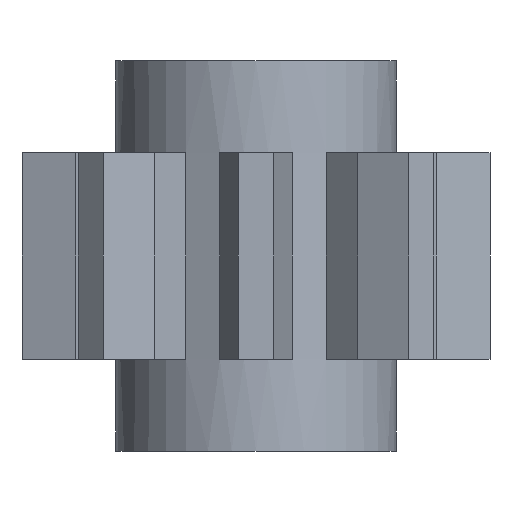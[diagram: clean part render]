
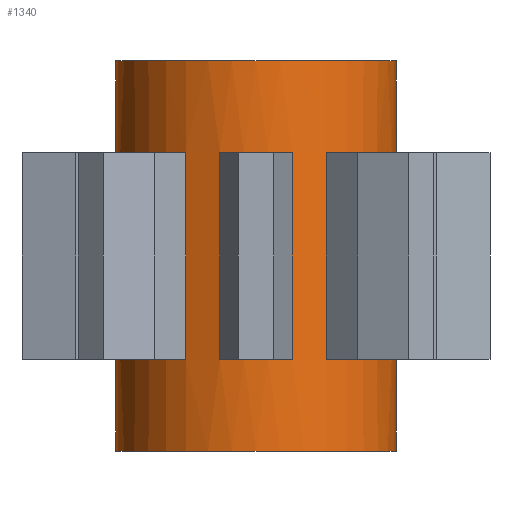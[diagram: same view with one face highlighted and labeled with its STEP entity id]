
A CAD part, front view. The second image highlights one B-rep face of the part: STEP entity #1340.
In plain terms, the highlighted cylindrical face has radius 2.718 mm (diameter 5.436 mm), a partial arc.
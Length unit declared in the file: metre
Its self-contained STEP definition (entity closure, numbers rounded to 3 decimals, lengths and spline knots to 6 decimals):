
#6=CARTESIAN_POINT('',(0.,0.,-0.00378));
#7=DIRECTION('',(0.,0.,1.));
#8=DIRECTION('',(-1.,0.,0.));
#9=AXIS2_PLACEMENT_3D('',#6,#7,#8);
#59=DIRECTION('',(0.,0.,1.));
#60=VECTOR('',#59,0.00178);
#61=CARTESIAN_POINT('',(0.002718,0.,-0.00378));
#62=LINE('',#61,#60);
#63=DIRECTION('',(0.,0.,1.));
#64=VECTOR('',#63,0.00178);
#65=CARTESIAN_POINT('',(0.002718,0.,0.002));
#66=LINE('',#65,#64);
#154=CARTESIAN_POINT('',(0.,0.,0.002));
#155=DIRECTION('',(0.,0.,1.));
#156=DIRECTION('',(-1.,0.,0.));
#157=AXIS2_PLACEMENT_3D('',#154,#155,#156);
#175=DIRECTION('',(0.,0.,1.));
#176=VECTOR('',#175,0.00178);
#177=CARTESIAN_POINT('',(-0.002718,0.,0.002));
#178=LINE('',#177,#176);
#179=DIRECTION('',(0.,0.,1.));
#180=VECTOR('',#179,0.00178);
#181=CARTESIAN_POINT('',(-0.002718,0.,-0.00378));
#182=LINE('',#181,#180);
#203=CARTESIAN_POINT('',(0.,0.,-0.002));
#204=DIRECTION('',(0.,0.,1.));
#205=DIRECTION('',(0.502,-0.865,0.));
#206=AXIS2_PLACEMENT_3D('',#203,#204,#205);
#208=DIRECTION('',(0.,0.,1.));
#209=VECTOR('',#208,0.004);
#210=CARTESIAN_POINT('',(0.001363,-0.002351,-0.002));
#211=LINE('',#210,#209);
#216=CARTESIAN_POINT('',(0.,0.,0.002));
#217=DIRECTION('',(0.,0.,1.));
#218=DIRECTION('',(0.502,-0.865,0.));
#219=AXIS2_PLACEMENT_3D('',#216,#217,#218);
#241=DIRECTION('',(0.,0.,1.));
#242=VECTOR('',#241,0.004);
#243=CARTESIAN_POINT('',(0.002351,-0.001363,-0.002));
#244=LINE('',#243,#242);
#277=CARTESIAN_POINT('',(0.,0.,-0.002));
#278=DIRECTION('',(0.,0.,1.));
#279=DIRECTION('',(-0.257,-0.966,0.));
#280=AXIS2_PLACEMENT_3D('',#277,#278,#279);
#282=DIRECTION('',(0.,0.,1.));
#283=VECTOR('',#282,0.004);
#284=CARTESIAN_POINT('',(-0.000699,-0.002627,-0.002));
#285=LINE('',#284,#283);
#290=CARTESIAN_POINT('',(0.,0.,0.002));
#291=DIRECTION('',(0.,0.,1.));
#292=DIRECTION('',(-0.257,-0.966,0.));
#293=AXIS2_PLACEMENT_3D('',#290,#291,#292);
#315=DIRECTION('',(0.,0.,1.));
#316=VECTOR('',#315,0.004);
#317=CARTESIAN_POINT('',(0.000699,-0.002627,-0.002));
#318=LINE('',#317,#316);
#351=CARTESIAN_POINT('',(0.,0.,-0.002));
#352=DIRECTION('',(0.,0.,1.));
#353=DIRECTION('',(-0.865,-0.502,0.));
#354=AXIS2_PLACEMENT_3D('',#351,#352,#353);
#356=DIRECTION('',(0.,0.,1.));
#357=VECTOR('',#356,0.004);
#358=CARTESIAN_POINT('',(-0.002351,-0.001363,-0.002));
#359=LINE('',#358,#357);
#364=CARTESIAN_POINT('',(0.,0.,0.002));
#365=DIRECTION('',(0.,0.,1.));
#366=DIRECTION('',(-0.865,-0.502,0.));
#367=AXIS2_PLACEMENT_3D('',#364,#365,#366);
#389=DIRECTION('',(0.,0.,1.));
#390=VECTOR('',#389,0.004);
#391=CARTESIAN_POINT('',(-0.001363,-0.002351,-0.002));
#392=LINE('',#391,#390);
#425=CARTESIAN_POINT('',(0.,0.,-0.002));
#426=DIRECTION('',(0.,0.,1.));
#427=DIRECTION('',(-1.,0.,0.));
#428=AXIS2_PLACEMENT_3D('',#425,#426,#427);
#451=DIRECTION('',(0.,0.,1.));
#452=VECTOR('',#451,0.004);
#453=CARTESIAN_POINT('',(-0.002627,-0.000699,-0.002));
#454=LINE('',#453,#452);
#460=CARTESIAN_POINT('',(0.,0.,0.00378));
#461=DIRECTION('',(0.,0.,1.));
#462=DIRECTION('',(-1.,0.,0.));
#463=AXIS2_PLACEMENT_3D('',#460,#461,#462);
#565=CARTESIAN_POINT('',(0.,0.,0.002));
#566=DIRECTION('',(0.,0.,1.));
#567=DIRECTION('',(0.966,-0.257,0.));
#568=AXIS2_PLACEMENT_3D('',#565,#566,#567);
#591=DIRECTION('',(0.,0.,1.));
#592=VECTOR('',#591,0.004);
#593=CARTESIAN_POINT('',(0.002627,-0.000699,-0.002));
#594=LINE('',#593,#592);
#620=CARTESIAN_POINT('',(0.,0.,-0.002));
#621=DIRECTION('',(0.,0.,1.));
#622=DIRECTION('',(0.966,-0.257,0.));
#623=AXIS2_PLACEMENT_3D('',#620,#621,#622);
#793=CARTESIAN_POINT('',(0.002718,0.,-0.00378));
#794=CARTESIAN_POINT('',(-0.002718,0.,-0.00378));
#795=VERTEX_POINT('',#793);
#796=VERTEX_POINT('',#794);
#797=CARTESIAN_POINT('',(0.002718,0.,0.00378));
#798=CARTESIAN_POINT('',(-0.002718,0.,0.00378));
#799=VERTEX_POINT('',#797);
#800=VERTEX_POINT('',#798);
#845=CARTESIAN_POINT('',(0.002627,-0.000699,-0.002));
#846=VERTEX_POINT('',#845);
#847=CARTESIAN_POINT('',(0.002627,-0.000699,0.002));
#848=VERTEX_POINT('',#847);
#865=CARTESIAN_POINT('',(0.001363,-0.002351,-0.002));
#866=VERTEX_POINT('',#865);
#867=CARTESIAN_POINT('',(0.002351,-0.001363,-0.002));
#868=VERTEX_POINT('',#867);
#869=CARTESIAN_POINT('',(0.001363,-0.002351,0.002));
#870=VERTEX_POINT('',#869);
#871=CARTESIAN_POINT('',(0.002351,-0.001363,0.002));
#872=VERTEX_POINT('',#871);
#889=CARTESIAN_POINT('',(-0.000699,-0.002627,-0.002));
#890=VERTEX_POINT('',#889);
#891=CARTESIAN_POINT('',(0.000699,-0.002627,-0.002));
#892=VERTEX_POINT('',#891);
#893=CARTESIAN_POINT('',(-0.000699,-0.002627,0.002));
#894=VERTEX_POINT('',#893);
#895=CARTESIAN_POINT('',(0.000699,-0.002627,0.002));
#896=VERTEX_POINT('',#895);
#913=CARTESIAN_POINT('',(-0.002351,-0.001363,-0.002));
#914=VERTEX_POINT('',#913);
#915=CARTESIAN_POINT('',(-0.001363,-0.002351,-0.002));
#916=VERTEX_POINT('',#915);
#917=CARTESIAN_POINT('',(-0.002351,-0.001363,0.002));
#918=VERTEX_POINT('',#917);
#919=CARTESIAN_POINT('',(-0.001363,-0.002351,0.002));
#920=VERTEX_POINT('',#919);
#941=CARTESIAN_POINT('',(-0.002627,-0.000699,-0.002));
#942=VERTEX_POINT('',#941);
#943=CARTESIAN_POINT('',(-0.002627,-0.000699,0.002));
#944=VERTEX_POINT('',#943);
#1041=CARTESIAN_POINT('',(0.002718,0.,-0.002));
#1042=VERTEX_POINT('',#1041);
#1043=CARTESIAN_POINT('',(0.002718,0.,0.002));
#1044=VERTEX_POINT('',#1043);
#1045=CARTESIAN_POINT('',(-0.002718,0.,-0.002));
#1046=VERTEX_POINT('',#1045);
#1047=CARTESIAN_POINT('',(-0.002718,0.,0.002));
#1048=VERTEX_POINT('',#1047);
#1285=CARTESIAN_POINT('',(0.,0.,-0.00378));
#1286=DIRECTION('',(0.,0.,1.));
#1287=DIRECTION('',(1.,0.,0.));
#1288=AXIS2_PLACEMENT_3D('',#1285,#1286,#1287);
#1289=CYLINDRICAL_SURFACE('',#1288,0.002718);
#1291=ORIENTED_EDGE('',*,*,#1290,.T.);
#1293=ORIENTED_EDGE('',*,*,#1292,.T.);
#1294=ORIENTED_EDGE('',*,*,#1272,.F.);
#1295=ORIENTED_EDGE('',*,*,#1111,.T.);
#1297=ORIENTED_EDGE('',*,*,#1296,.T.);
#1298=ORIENTED_EDGE('',*,*,#1107,.F.);
#1300=ORIENTED_EDGE('',*,*,#1299,.F.);
#1302=ORIENTED_EDGE('',*,*,#1301,.F.);
#1304=ORIENTED_EDGE('',*,*,#1303,.T.);
#1305=ORIENTED_EDGE('',*,*,#1099,.F.);
#1306=ORIENTED_EDGE('',*,*,#1056,.F.);
#1307=ORIENTED_EDGE('',*,*,#1096,.T.);
#1308=EDGE_LOOP('',(#1291,#1293,#1294,#1295,#1297,#1298,#1300,#1302,#1304,#1305,
#1306,#1307));
#1309=FACE_OUTER_BOUND('',#1308,.F.);
#1311=ORIENTED_EDGE('',*,*,#1310,.T.);
#1313=ORIENTED_EDGE('',*,*,#1312,.T.);
#1315=ORIENTED_EDGE('',*,*,#1314,.F.);
#1317=ORIENTED_EDGE('',*,*,#1316,.F.);
#1318=EDGE_LOOP('',(#1311,#1313,#1315,#1317));
#1319=FACE_BOUND('',#1318,.F.);
#1321=ORIENTED_EDGE('',*,*,#1320,.T.);
#1323=ORIENTED_EDGE('',*,*,#1322,.T.);
#1325=ORIENTED_EDGE('',*,*,#1324,.F.);
#1327=ORIENTED_EDGE('',*,*,#1326,.F.);
#1328=EDGE_LOOP('',(#1321,#1323,#1325,#1327));
#1329=FACE_BOUND('',#1328,.F.);
#1331=ORIENTED_EDGE('',*,*,#1330,.T.);
#1333=ORIENTED_EDGE('',*,*,#1332,.T.);
#1335=ORIENTED_EDGE('',*,*,#1334,.F.);
#1337=ORIENTED_EDGE('',*,*,#1336,.F.);
#1338=EDGE_LOOP('',(#1331,#1333,#1335,#1337));
#1339=FACE_BOUND('',#1338,.F.);
#1340=ADVANCED_FACE('',(#1309,#1319,#1329,#1339),#1289,.T.);
#10=CIRCLE('',#9,0.002718);
#158=CIRCLE('',#157,0.002718);
#207=CIRCLE('',#206,0.002718);
#220=CIRCLE('',#219,0.002718);
#281=CIRCLE('',#280,0.002718);
#294=CIRCLE('',#293,0.002718);
#355=CIRCLE('',#354,0.002718);
#368=CIRCLE('',#367,0.002718);
#429=CIRCLE('',#428,0.002718);
#464=CIRCLE('',#463,0.002718);
#569=CIRCLE('',#568,0.002718);
#624=CIRCLE('',#623,0.002718);
#1056=EDGE_CURVE('',#796,#795,#10,.T.);
#1096=EDGE_CURVE('',#796,#1046,#182,.T.);
#1099=EDGE_CURVE('',#795,#1042,#62,.T.);
#1107=EDGE_CURVE('',#1044,#799,#66,.T.);
#1111=EDGE_CURVE('',#1048,#800,#178,.T.);
#1272=EDGE_CURVE('',#1048,#944,#158,.T.);
#1290=EDGE_CURVE('',#1046,#942,#429,.T.);
#1292=EDGE_CURVE('',#942,#944,#454,.T.);
#1296=EDGE_CURVE('',#800,#799,#464,.T.);
#1299=EDGE_CURVE('',#848,#1044,#569,.T.);
#1301=EDGE_CURVE('',#846,#848,#594,.T.);
#1303=EDGE_CURVE('',#846,#1042,#624,.T.);
#1310=EDGE_CURVE('',#866,#868,#207,.T.);
#1312=EDGE_CURVE('',#868,#872,#244,.T.);
#1314=EDGE_CURVE('',#870,#872,#220,.T.);
#1316=EDGE_CURVE('',#866,#870,#211,.T.);
#1320=EDGE_CURVE('',#890,#892,#281,.T.);
#1322=EDGE_CURVE('',#892,#896,#318,.T.);
#1324=EDGE_CURVE('',#894,#896,#294,.T.);
#1326=EDGE_CURVE('',#890,#894,#285,.T.);
#1330=EDGE_CURVE('',#914,#916,#355,.T.);
#1332=EDGE_CURVE('',#916,#920,#392,.T.);
#1334=EDGE_CURVE('',#918,#920,#368,.T.);
#1336=EDGE_CURVE('',#914,#918,#359,.T.);
